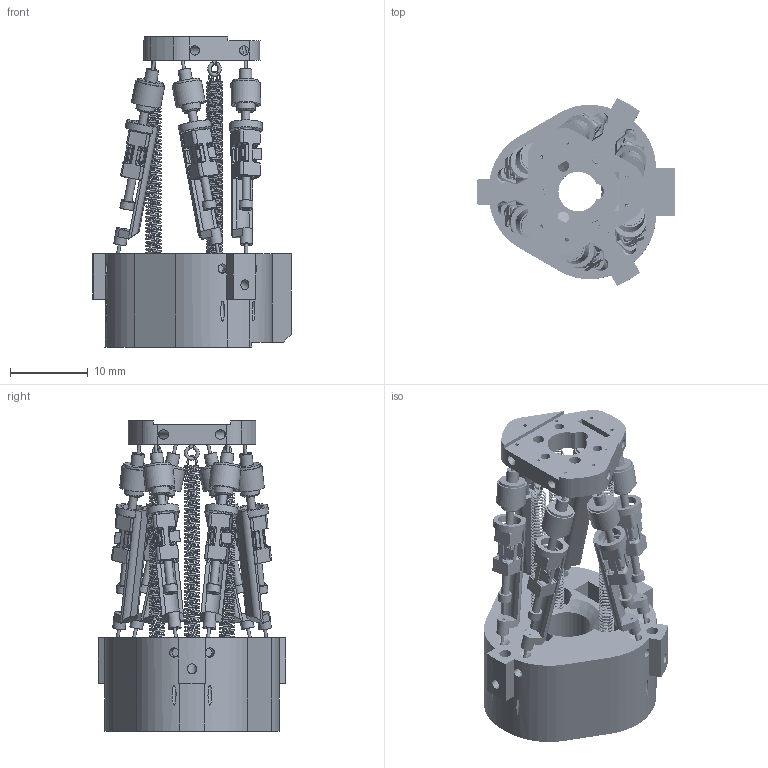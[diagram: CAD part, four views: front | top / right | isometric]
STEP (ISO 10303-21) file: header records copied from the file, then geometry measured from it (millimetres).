
FILE_DESCRIPTION(/* description */ (''),/* implementation_level */ '2;1');
FILE_NAME(/* name */ 'ASM_Micron_Manipulator.stp',/* time_stamp */ '2015-02-16T16:19:30-05:00',/* author */ ('Sungwook'),/* organization */ (''),/* preprocessor_version */ 'ST-DEVELOPER v15.2',/* originating_system */ 'Autodesk Inventor 2014',/* authorisation */ '');
FILE_SCHEMA (('AUTOMOTIVE_DESIGN { 1 0 10303 214 3 1 1 }'));
Length unit declared in the file: inch
Products named in the file (23): Platform_Base_20mm_Rev2; Platform_Top_14mm_Rev; MU_Motor_Asm_Frame_new3; Frame; PZT_Guide; FPCB; Frame_Support2; Frame_Support2_MIR1; Piezoelectric_Element; MU_SQ_Motor_Base; MU_Prolene; ASM_Motor_Unit_Part1_Rev; MU_Motor_Thread; MU_Motor_Coupling_3; MU_Bearing_Housing_Inner; MU_Bearing(681h); MU_Bottom_Stop; MU_Bearing_Retainer; ASM_Motor_Unit_Part2_Rev; ASM_Motor_Unit_Rev; Eye_Pin_26Ga; Spring; ASM_Micron_Rev2(manipulator)
Bounding box: 25.52 x 24.1 x 39.87 mm (x, y, z)
Volume: 4938 mm3; surface area: 8051.4 mm2
Topology: 167 solids, 167 shells, 2811 faces, 7085 edges, 4411 vertices
Faces by surface type: plane 1469, cylinder 957, sphere 150, torus 120, bspline 78, cone 37
Full cylindrical faces by diameter (mm): 0.38 x12, 0.4 x6, 0.406 x6, 0.432 x6, 0.5 x24, 0.914 x12, 1 x12, 1.03 x6, 1.05 x6, 1.1 x6, 1.16 x12, 1.194 x24, 1.473 x2, 1.5 x3, 1.55 x12, 1.6 x12, 1.702 x3, 1.73 x12, 1.8 x6, 2 x6, 2.2 x6, 2.4 x6, 2.46 x12, 2.997 x2, 3 x24, 3.4 x12, 3.8 x6, 3.81 x3, 6 x1
Entity records: 25829 total; most frequent: CARTESIAN_POINT 11085, DIRECTION 3142, ORIENTED_EDGE 2668, EDGE_CURVE 1322, AXIS2_PLACEMENT_3D 1222, VERTEX_POINT 900, EDGE_LOOP 844, LINE 698
